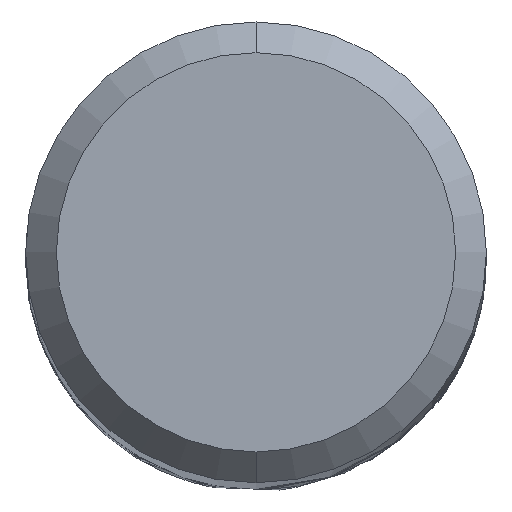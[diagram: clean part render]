
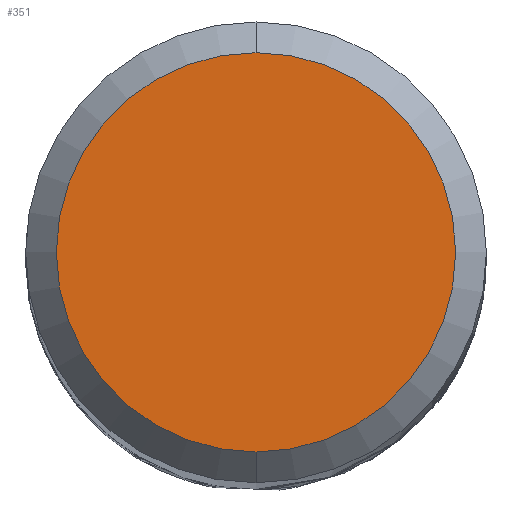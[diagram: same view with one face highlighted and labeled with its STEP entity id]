
A CAD part, top view. The second image highlights one B-rep face of the part: STEP entity #351.
In plain terms, the highlighted planar face has unit normal (0, 0, 1).
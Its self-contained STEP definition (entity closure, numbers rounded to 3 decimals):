
#351=ADVANCED_FACE('',(#894),#895,.T.);
#367=VERTEX_POINT('',#911);
#447=EDGE_CURVE('',#367,#457,#1000,.T.);
#457=VERTEX_POINT('',#1011);
#485=EDGE_CURVE('',#457,#367,#1041,.T.);
#894=FACE_OUTER_BOUND('',#1677,.T.);
#895=PLANE('',#1678);
#911=CARTESIAN_POINT('',(0.0,2.6,0.0));
#1000=CIRCLE('',#1874,2.6);
#1011=CARTESIAN_POINT('',(0.,-2.6,0.0));
#1041=CIRCLE('',#2022,2.6);
#1677=EDGE_LOOP('',(#5741,#5742));
#1678=AXIS2_PLACEMENT_3D('',#5743,#5744,#5745);
#1874=AXIS2_PLACEMENT_3D('',#5862,#5863,#5864);
#2022=AXIS2_PLACEMENT_3D('',#5900,#5901,#5902);
#5741=ORIENTED_EDGE('',*,*,#447,.F.);
#5742=ORIENTED_EDGE('',*,*,#485,.F.);
#5743=CARTESIAN_POINT('',(0.0,1.3,0.0));
#5744=DIRECTION('',(-0.0,0.0,1.0));
#5745=DIRECTION('',(0.0,-1.0,0.0));
#5862=CARTESIAN_POINT('',(0.0,0.0,0.0));
#5863=DIRECTION('',(0.0,0.0,-1.0));
#5864=DIRECTION('',(0.0,1.0,0.0));
#5900=CARTESIAN_POINT('',(0.0,0.0,0.0));
#5901=DIRECTION('',(0.0,0.0,-1.0));
#5902=DIRECTION('',(0.0,1.0,0.0));
